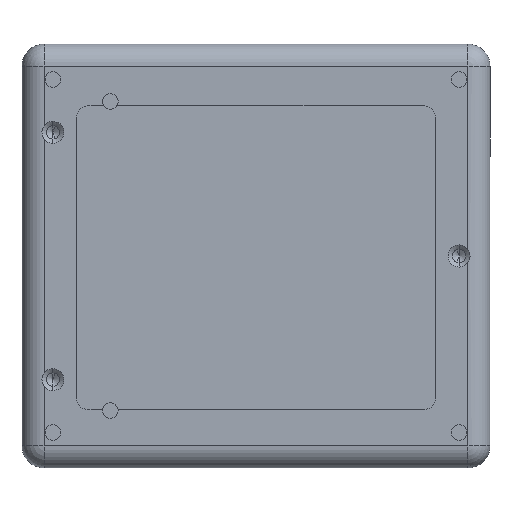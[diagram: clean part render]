
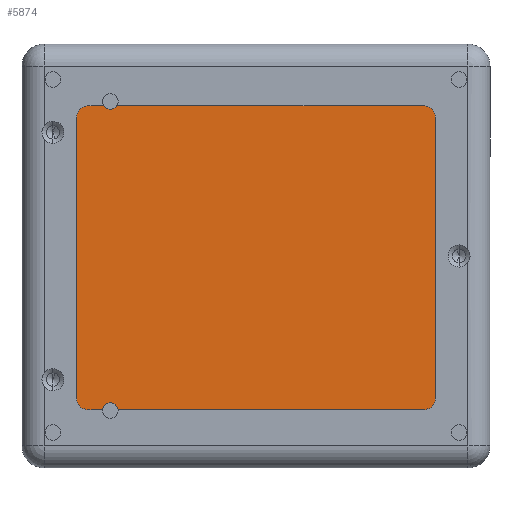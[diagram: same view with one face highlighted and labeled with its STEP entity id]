
A CAD part, front view. The second image highlights one B-rep face of the part: STEP entity #5874.
In plain terms, the highlighted planar face has unit normal (0, -1, 0).
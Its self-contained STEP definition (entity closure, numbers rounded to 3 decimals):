
#66 = VERTEX_POINT ( 'NONE', #4187 ) ;
#99 = DIRECTION ( 'NONE',  ( 0., -1., 0. ) ) ;
#163 = VERTEX_POINT ( 'NONE', #4776 ) ;
#185 = CARTESIAN_POINT ( 'NONE',  ( -25.781, 0.254, 19.99 ) ) ;
#214 = CARTESIAN_POINT ( 'NONE',  ( -21.89, 0.254, 21.59 ) ) ;
#234 = DIRECTION ( 'NONE',  ( 0., 0., -1. ) ) ;
#259 = DIRECTION ( 'NONE',  ( 0., 0., -1. ) ) ;
#380 = EDGE_CURVE ( 'NONE', #3632, #66, #772, .T. ) ;
#589 = VECTOR ( 'NONE', #5262, 1000. ) ;
#664 = LINE ( 'NONE', #5286, #589 ) ;
#668 = CARTESIAN_POINT ( 'NONE',  ( -20.955, 0.254, 22.225 ) ) ;
#672 = CARTESIAN_POINT ( 'NONE',  ( -25.781, 0.254, 19.99 ) ) ;
#695 = PLANE ( 'NONE',  #5027 ) ;
#696 = EDGE_CURVE ( 'NONE', #1532, #4690, #2629, .T. ) ;
#772 = LINE ( 'NONE', #5960, #997 ) ;
#786 = CARTESIAN_POINT ( 'NONE',  ( -20.955, 0.254, -22.225 ) ) ;
#833 = DIRECTION ( 'NONE',  ( 0., -1., 0. ) ) ;
#853 = ORIENTED_EDGE ( 'NONE', *, *, #5841, .T. ) ;
#872 = AXIS2_PLACEMENT_3D ( 'NONE', #5825, #4902, #4814 ) ;
#979 = AXIS2_PLACEMENT_3D ( 'NONE', #1995, #99, #4435 ) ;
#981 = CARTESIAN_POINT ( 'NONE',  ( 25.781, 0.254, 19.99 ) ) ;
#997 = VECTOR ( 'NONE', #3090, 1000. ) ;
#1022 = CARTESIAN_POINT ( 'NONE',  ( -25.781, 0.254, -20.498 ) ) ;
#1096 = CIRCLE ( 'NONE', #5335, 1.6 ) ;
#1161 = VERTEX_POINT ( 'NONE', #5475 ) ;
#1179 = DIRECTION ( 'NONE',  ( 0., -1., 0. ) ) ;
#1343 = AXIS2_PLACEMENT_3D ( 'NONE', #1629, #3057, #4029 ) ;
#1455 = EDGE_CURVE ( 'NONE', #4773, #6066, #664, .T. ) ;
#1462 = CIRCLE ( 'NONE', #1343, 1.13 ) ;
#1523 = VERTEX_POINT ( 'NONE', #5340 ) ;
#1532 = VERTEX_POINT ( 'NONE', #2920 ) ;
#1626 = EDGE_CURVE ( 'NONE', #163, #5238, #4034, .T. ) ;
#1629 = CARTESIAN_POINT ( 'NONE',  ( -20.955, 0.254, 22.225 ) ) ;
#1659 = EDGE_CURVE ( 'NONE', #1523, #3886, #5040, .T. ) ;
#1685 = LINE ( 'NONE', #4633, #4395 ) ;
#1757 = AXIS2_PLACEMENT_3D ( 'NONE', #786, #6036, #3652 ) ;
#1995 = CARTESIAN_POINT ( 'NONE',  ( -24.181, 0.254, 19.99 ) ) ;
#2068 = VERTEX_POINT ( 'NONE', #1022 ) ;
#2084 = VECTOR ( 'NONE', #259, 1000. ) ;
#2088 = CARTESIAN_POINT ( 'NONE',  ( 24.181, 0.254, 21.59 ) ) ;
#2185 = CARTESIAN_POINT ( 'NONE',  ( 24.181, 0.254, -22.098 ) ) ;
#2235 = DIRECTION ( 'NONE',  ( 0., 0., 1. ) ) ;
#2431 = CARTESIAN_POINT ( 'NONE',  ( -24.181, 0.254, 21.59 ) ) ;
#2609 = ORIENTED_EDGE ( 'NONE', *, *, #380, .T. ) ;
#2629 = CIRCLE ( 'NONE', #1757, 1.13 ) ;
#2658 = VECTOR ( 'NONE', #5741, 1000. ) ;
#2715 = AXIS2_PLACEMENT_3D ( 'NONE', #3700, #833, #2235 ) ;
#2718 = ORIENTED_EDGE ( 'NONE', *, *, #1659, .T. ) ;
#2791 = DIRECTION ( 'NONE',  ( 0., 0., -1. ) ) ;
#2920 = CARTESIAN_POINT ( 'NONE',  ( -22.078, 0.254, -22.098 ) ) ;
#3030 = DIRECTION ( 'NONE',  ( 0., 0., 1. ) ) ;
#3041 = LINE ( 'NONE', #2431, #2658 ) ;
#3057 = DIRECTION ( 'NONE',  ( 0., 1., 0. ) ) ;
#3090 = DIRECTION ( 'NONE',  ( -1., 0., 0. ) ) ;
#3150 = EDGE_CURVE ( 'NONE', #66, #3246, #3307, .T. ) ;
#3210 = VECTOR ( 'NONE', #3030, 1000. ) ;
#3213 = DIRECTION ( 'NONE',  ( 0., 1., 0. ) ) ;
#3246 = VERTEX_POINT ( 'NONE', #185 ) ;
#3307 = CIRCLE ( 'NONE', #979, 1.6 ) ;
#3385 = LINE ( 'NONE', #672, #2084 ) ;
#3501 = EDGE_LOOP ( 'NONE', ( #2718, #853, #2609, #3860, #3739, #3671, #4597, #4120, #5706, #4768, #4712, #4843, #5901, #3670 ) ) ;
#3632 = VERTEX_POINT ( 'NONE', #214 ) ;
#3652 = DIRECTION ( 'NONE',  ( 0., 0., -1. ) ) ;
#3670 = ORIENTED_EDGE ( 'NONE', *, *, #5160, .T. ) ;
#3671 = ORIENTED_EDGE ( 'NONE', *, *, #4681, .T. ) ;
#3700 = CARTESIAN_POINT ( 'NONE',  ( 24.181, 0.254, 19.99 ) ) ;
#3739 = ORIENTED_EDGE ( 'NONE', *, *, #4406, .T. ) ;
#3770 = EDGE_CURVE ( 'NONE', #4690, #4773, #5472, .T. ) ;
#3860 = ORIENTED_EDGE ( 'NONE', *, *, #3150, .T. ) ;
#3886 = VERTEX_POINT ( 'NONE', #6166 ) ;
#4013 = FACE_OUTER_BOUND ( 'NONE', #3501, .T. ) ;
#4029 = DIRECTION ( 'NONE',  ( 0., 0., -1. ) ) ;
#4034 = LINE ( 'NONE', #5400, #3210 ) ;
#4044 = CARTESIAN_POINT ( 'NONE',  ( 24.181, 0.254, -20.498 ) ) ;
#4074 = DIRECTION ( 'NONE',  ( 1., 0., 0. ) ) ;
#4091 = AXIS2_PLACEMENT_3D ( 'NONE', #668, #4095, #234 ) ;
#4095 = DIRECTION ( 'NONE',  ( 0., 1., 0. ) ) ;
#4120 = ORIENTED_EDGE ( 'NONE', *, *, #696, .T. ) ;
#4187 = CARTESIAN_POINT ( 'NONE',  ( -24.181, 0.254, 21.59 ) ) ;
#4199 = VERTEX_POINT ( 'NONE', #2088 ) ;
#4312 = CARTESIAN_POINT ( 'NONE',  ( -19.832, 0.254, -22.098 ) ) ;
#4395 = VECTOR ( 'NONE', #4074, 1000. ) ;
#4406 = EDGE_CURVE ( 'NONE', #3246, #2068, #3385, .T. ) ;
#4435 = DIRECTION ( 'NONE',  ( 0., 0., -1. ) ) ;
#4597 = ORIENTED_EDGE ( 'NONE', *, *, #4907, .T. ) ;
#4633 = CARTESIAN_POINT ( 'NONE',  ( -24.181, 0.254, -22.098 ) ) ;
#4681 = EDGE_CURVE ( 'NONE', #2068, #1161, #5957, .T. ) ;
#4690 = VERTEX_POINT ( 'NONE', #5786 ) ;
#4712 = ORIENTED_EDGE ( 'NONE', *, *, #6113, .T. ) ;
#4726 = CARTESIAN_POINT ( 'NONE',  ( 24.181, 0.254, -20.498 ) ) ;
#4768 = ORIENTED_EDGE ( 'NONE', *, *, #1455, .T. ) ;
#4773 = VERTEX_POINT ( 'NONE', #4312 ) ;
#4776 = CARTESIAN_POINT ( 'NONE',  ( 25.781, 0.254, -20.498 ) ) ;
#4814 = DIRECTION ( 'NONE',  ( 0., 0., -1. ) ) ;
#4843 = ORIENTED_EDGE ( 'NONE', *, *, #1626, .T. ) ;
#4902 = DIRECTION ( 'NONE',  ( 0., -1., 0. ) ) ;
#4907 = EDGE_CURVE ( 'NONE', #1161, #1532, #1685, .T. ) ;
#5027 = AXIS2_PLACEMENT_3D ( 'NONE', #4044, #1179, #5077 ) ;
#5038 = EDGE_CURVE ( 'NONE', #5238, #4199, #5167, .T. ) ;
#5040 = CIRCLE ( 'NONE', #4091, 1.13 ) ;
#5077 = DIRECTION ( 'NONE',  ( 0., 0., -1. ) ) ;
#5135 = AXIS2_PLACEMENT_3D ( 'NONE', #6121, #3213, #5144 ) ;
#5144 = DIRECTION ( 'NONE',  ( 0., 0., -1. ) ) ;
#5160 = EDGE_CURVE ( 'NONE', #4199, #1523, #3041, .T. ) ;
#5167 = CIRCLE ( 'NONE', #2715, 1.6 ) ;
#5238 = VERTEX_POINT ( 'NONE', #981 ) ;
#5262 = DIRECTION ( 'NONE',  ( 1., 0., 0. ) ) ;
#5286 = CARTESIAN_POINT ( 'NONE',  ( -24.181, 0.254, -22.098 ) ) ;
#5335 = AXIS2_PLACEMENT_3D ( 'NONE', #4726, #5663, #2791 ) ;
#5340 = CARTESIAN_POINT ( 'NONE',  ( -20.02, 0.254, 21.59 ) ) ;
#5400 = CARTESIAN_POINT ( 'NONE',  ( 25.781, 0.254, 19.99 ) ) ;
#5472 = CIRCLE ( 'NONE', #5135, 1.13 ) ;
#5475 = CARTESIAN_POINT ( 'NONE',  ( -24.181, 0.254, -22.098 ) ) ;
#5663 = DIRECTION ( 'NONE',  ( 0., -1., 0. ) ) ;
#5706 = ORIENTED_EDGE ( 'NONE', *, *, #3770, .T. ) ;
#5741 = DIRECTION ( 'NONE',  ( -1., 0., 0. ) ) ;
#5786 = CARTESIAN_POINT ( 'NONE',  ( -20.955, 0.254, -21.095 ) ) ;
#5825 = CARTESIAN_POINT ( 'NONE',  ( -24.181, 0.254, -20.498 ) ) ;
#5841 = EDGE_CURVE ( 'NONE', #3886, #3632, #1462, .T. ) ;
#5874 = ADVANCED_FACE ( 'NONE', ( #4013 ), #695, .T. ) ;
#5901 = ORIENTED_EDGE ( 'NONE', *, *, #5038, .T. ) ;
#5957 = CIRCLE ( 'NONE', #872, 1.6 ) ;
#5960 = CARTESIAN_POINT ( 'NONE',  ( -24.181, 0.254, 21.59 ) ) ;
#6036 = DIRECTION ( 'NONE',  ( 0., 1., 0. ) ) ;
#6066 = VERTEX_POINT ( 'NONE', #2185 ) ;
#6113 = EDGE_CURVE ( 'NONE', #6066, #163, #1096, .T. ) ;
#6121 = CARTESIAN_POINT ( 'NONE',  ( -20.955, 0.254, -22.225 ) ) ;
#6166 = CARTESIAN_POINT ( 'NONE',  ( -20.955, 0.254, 21.095 ) ) ;
